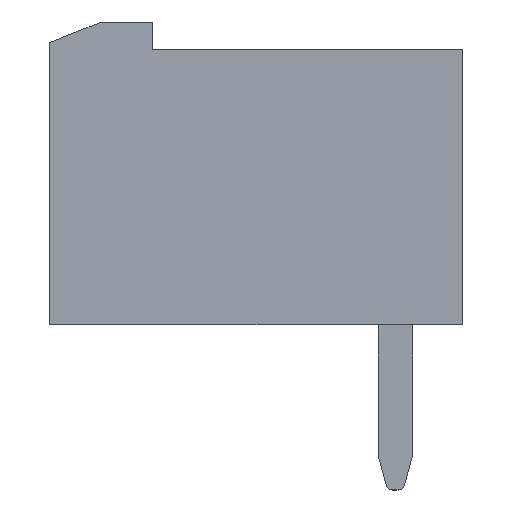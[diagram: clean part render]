
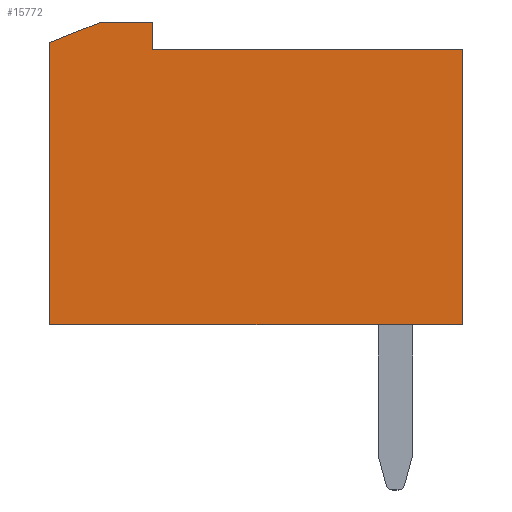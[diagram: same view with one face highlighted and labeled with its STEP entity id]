
A CAD part, left-side view. The second image highlights one B-rep face of the part: STEP entity #15772.
In plain terms, the highlighted planar face has unit normal (-1, 0, 0).
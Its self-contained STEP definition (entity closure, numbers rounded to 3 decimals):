
#726 = EDGE_CURVE ( 'NONE', #16163, #8970, #6801, .T. ) ;
#746 = CARTESIAN_POINT ( 'NONE',  ( -0.705, 0., 0. ) ) ;
#877 = CARTESIAN_POINT ( 'NONE',  ( -0.705, 12., -8. ) ) ;
#1087 = VECTOR ( 'NONE', #14711, 1000. ) ;
#1457 = EDGE_LOOP ( 'NONE', ( #13537, #13679, #13874, #13892, #14034, #14048, #14202 ) ) ;
#1596 = VERTEX_POINT ( 'NONE', #10037 ) ;
#2125 = AXIS2_PLACEMENT_3D ( 'NONE', #5825, #7159, #15554 ) ;
#2686 = CARTESIAN_POINT ( 'NONE',  ( -0.705, 0., 0. ) ) ;
#3153 = LINE ( 'NONE', #6458, #12814 ) ;
#3173 = CARTESIAN_POINT ( 'NONE',  ( -0.705, 12., 0.2 ) ) ;
#3533 = EDGE_CURVE ( 'NONE', #8970, #1596, #5687, .T. ) ;
#4392 = VECTOR ( 'NONE', #13220, 1000. ) ;
#4440 = EDGE_CURVE ( 'NONE', #15481, #8659, #5028, .T. ) ;
#4497 = PLANE ( 'NONE',  #2125 ) ;
#5028 = LINE ( 'NONE', #11542, #11712 ) ;
#5532 = DIRECTION ( 'NONE',  ( 0., 0., 1. ) ) ;
#5687 = LINE ( 'NONE', #14249, #8330 ) ;
#5717 = CARTESIAN_POINT ( 'NONE',  ( -0.705, 9.01, 0. ) ) ;
#5825 = CARTESIAN_POINT ( 'NONE',  ( -0.705, 0., 0. ) ) ;
#6458 = CARTESIAN_POINT ( 'NONE',  ( -0.705, 0., -8. ) ) ;
#6801 = LINE ( 'NONE', #5717, #16062 ) ;
#7159 = DIRECTION ( 'NONE',  ( -1., 0., 0. ) ) ;
#7190 = CARTESIAN_POINT ( 'NONE',  ( -0.705, 12., 0.2 ) ) ;
#7497 = LINE ( 'NONE', #3173, #4392 ) ;
#8158 = CARTESIAN_POINT ( 'NONE',  ( -0.705, 9.01, 0. ) ) ;
#8330 = VECTOR ( 'NONE', #13672, 1000. ) ;
#8659 = VERTEX_POINT ( 'NONE', #11229 ) ;
#8734 = DIRECTION ( 'NONE',  ( 0., 1., 0. ) ) ;
#8970 = VERTEX_POINT ( 'NONE', #13965 ) ;
#9479 = VECTOR ( 'NONE', #8734, 1000. ) ;
#10037 = CARTESIAN_POINT ( 'NONE',  ( -0.705, 10.5, 0.8 ) ) ;
#10271 = DIRECTION ( 'NONE',  ( 0., 0., 1. ) ) ;
#10632 = VERTEX_POINT ( 'NONE', #2686 ) ;
#11229 = CARTESIAN_POINT ( 'NONE',  ( -0.705, 0., -8. ) ) ;
#11506 = DIRECTION ( 'NONE',  ( 0., -1., 0. ) ) ;
#11542 = CARTESIAN_POINT ( 'NONE',  ( -0.705, 12., -8. ) ) ;
#11712 = VECTOR ( 'NONE', #11506, 1000. ) ;
#12407 = CARTESIAN_POINT ( 'NONE',  ( -0.705, 10.5, 0.8 ) ) ;
#12648 = LINE ( 'NONE', #746, #9479 ) ;
#12814 = VECTOR ( 'NONE', #10271, 1000. ) ;
#13220 = DIRECTION ( 'NONE',  ( 0., 0., -1. ) ) ;
#13483 = EDGE_CURVE ( 'NONE', #1596, #14804, #14445, .T. ) ;
#13537 = ORIENTED_EDGE ( 'NONE', *, *, #15327, .T. ) ;
#13672 = DIRECTION ( 'NONE',  ( 0., 1., 0. ) ) ;
#13679 = ORIENTED_EDGE ( 'NONE', *, *, #4440, .T. ) ;
#13874 = ORIENTED_EDGE ( 'NONE', *, *, #14323, .T. ) ;
#13892 = ORIENTED_EDGE ( 'NONE', *, *, #14107, .T. ) ;
#13965 = CARTESIAN_POINT ( 'NONE',  ( -0.705, 9.01, 0.8 ) ) ;
#14034 = ORIENTED_EDGE ( 'NONE', *, *, #726, .T. ) ;
#14048 = ORIENTED_EDGE ( 'NONE', *, *, #3533, .T. ) ;
#14107 = EDGE_CURVE ( 'NONE', #10632, #16163, #12648, .T. ) ;
#14202 = ORIENTED_EDGE ( 'NONE', *, *, #13483, .T. ) ;
#14249 = CARTESIAN_POINT ( 'NONE',  ( -0.705, 9.01, 0.8 ) ) ;
#14323 = EDGE_CURVE ( 'NONE', #8659, #10632, #3153, .T. ) ;
#14445 = LINE ( 'NONE', #12407, #1087 ) ;
#14711 = DIRECTION ( 'NONE',  ( 0., 0.928, -0.371 ) ) ;
#14804 = VERTEX_POINT ( 'NONE', #7190 ) ;
#15327 = EDGE_CURVE ( 'NONE', #14804, #15481, #7497, .T. ) ;
#15481 = VERTEX_POINT ( 'NONE', #877 ) ;
#15554 = DIRECTION ( 'NONE',  ( 0., 0., 1. ) ) ;
#15772 = ADVANCED_FACE ( 'NONE', ( #16277 ), #4497, .T. ) ;
#16062 = VECTOR ( 'NONE', #5532, 1000. ) ;
#16163 = VERTEX_POINT ( 'NONE', #8158 ) ;
#16277 = FACE_OUTER_BOUND ( 'NONE', #1457, .T. ) ;
